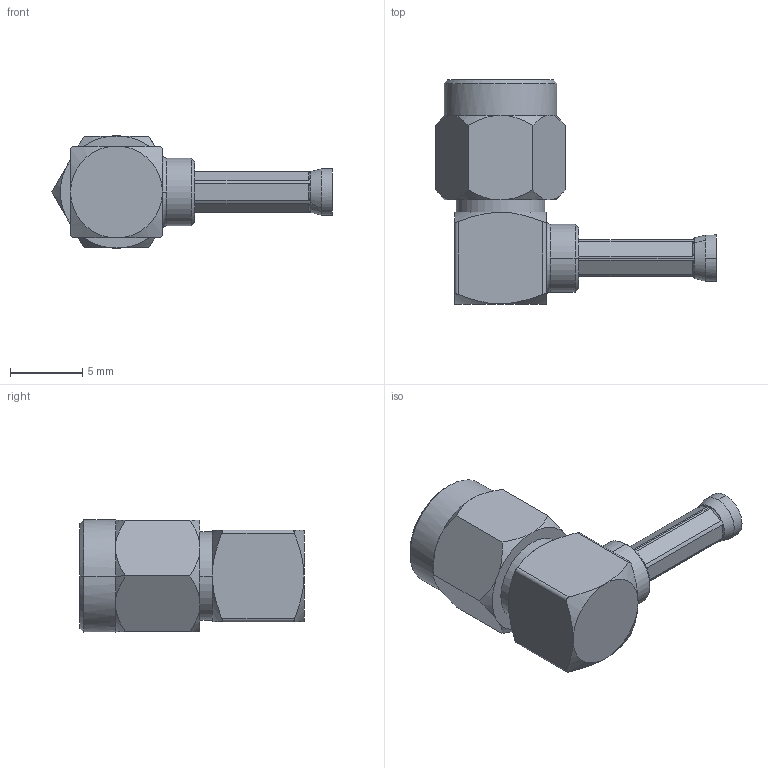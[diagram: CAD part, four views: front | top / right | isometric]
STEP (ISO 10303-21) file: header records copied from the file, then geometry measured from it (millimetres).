
FILE_DESCRIPTION (( 'STEP AP203' ), '1' );
FILE_NAME ('PE3876LF.step', '2018-05-23T18:46:42', ( '' ), ( '' ), 'SwSTEP 2.0', 'SolidWorks 2017', '' );
FILE_SCHEMA (( 'CONFIG_CONTROL_DESIGN' ));
Length unit declared in the file: inch
Products named in the file (1): PE3876LF
Bounding box: 19.38 x 15.49 x 7.77 mm (x, y, z)
Volume: 656.4 mm3; surface area: 848 mm2
Topology: 1 solids, 1 shells, 162 faces, 420 edges, 269 vertices
Faces by surface type: cylinder 67, plane 45, cone 41, bspline 7, torus 2
Entity records: 7428 total; most frequent: CARTESIAN_POINT 3652, ORIENTED_EDGE 840, DIRECTION 693, EDGE_CURVE 420, AXIS2_PLACEMENT_3D 277, VERTEX_POINT 269, EDGE_LOOP 171, FACE_OUTER_BOUND 162
